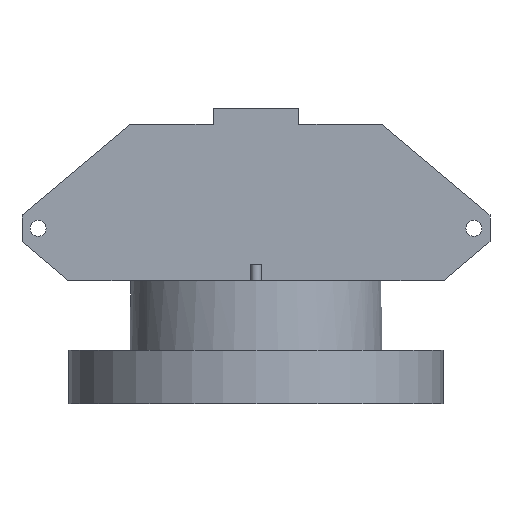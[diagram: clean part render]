
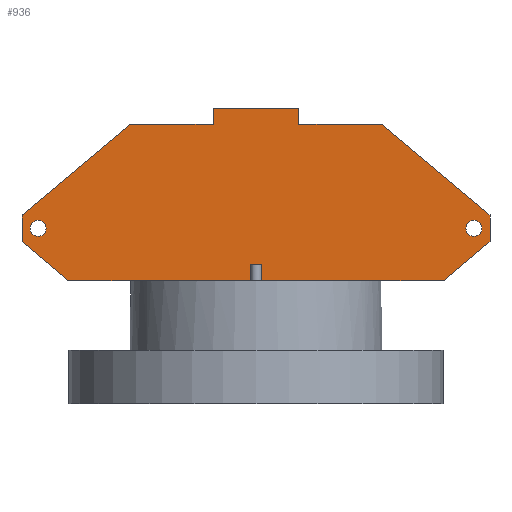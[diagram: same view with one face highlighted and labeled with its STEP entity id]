
A CAD part, left-side view. The second image highlights one B-rep face of the part: STEP entity #936.
In plain terms, the highlighted planar face has unit normal (-1, 0, 0).
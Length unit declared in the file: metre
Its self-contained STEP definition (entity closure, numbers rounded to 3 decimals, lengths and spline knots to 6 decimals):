
#23=LINE('',#1339,#119);
#31=LINE('',#1356,#127);
#32=LINE('',#1358,#128);
#42=LINE('',#1376,#138);
#47=LINE('',#1386,#143);
#51=LINE('',#1399,#147);
#54=LINE('',#1405,#150);
#56=LINE('',#1409,#152);
#57=LINE('',#1411,#153);
#58=LINE('',#1415,#154);
#70=LINE('',#1458,#166);
#73=LINE('',#1464,#169);
#77=LINE('',#1473,#173);
#79=LINE('',#1476,#175);
#82=LINE('',#1482,#178);
#85=LINE('',#1488,#181);
#89=LINE('',#1497,#185);
#90=LINE('',#1499,#186);
#119=VECTOR('',#1081,1.);
#127=VECTOR('',#1091,1.);
#128=VECTOR('',#1094,1.);
#138=VECTOR('',#1112,1.);
#143=VECTOR('',#1119,1.);
#147=VECTOR('',#1131,1.);
#150=VECTOR('',#1136,1.);
#152=VECTOR('',#1140,1.);
#153=VECTOR('',#1143,1.);
#154=VECTOR('',#1146,1.);
#166=VECTOR('',#1190,1.);
#169=VECTOR('',#1195,1.);
#173=VECTOR('',#1201,1.);
#175=VECTOR('',#1205,1.);
#178=VECTOR('',#1210,1.);
#181=VECTOR('',#1215,1.);
#185=VECTOR('',#1223,1.);
#186=VECTOR('',#1226,1.);
#348=ORIENTED_EDGE('',*,*,#512,.T.);
#349=ORIENTED_EDGE('',*,*,#520,.F.);
#350=ORIENTED_EDGE('',*,*,#560,.T.);
#351=ORIENTED_EDGE('',*,*,#555,.T.);
#352=ORIENTED_EDGE('',*,*,#552,.T.);
#353=ORIENTED_EDGE('',*,*,#549,.T.);
#354=ORIENTED_EDGE('',*,*,#501,.F.);
#355=ORIENTED_EDGE('',*,*,#490,.T.);
#356=ORIENTED_EDGE('',*,*,#491,.F.);
#357=ORIENTED_EDGE('',*,*,#482,.F.);
#358=ORIENTED_EDGE('',*,*,#506,.F.);
#359=ORIENTED_EDGE('',*,*,#547,.F.);
#360=ORIENTED_EDGE('',*,*,#543,.F.);
#361=ORIENTED_EDGE('',*,*,#561,.F.);
#362=ORIENTED_EDGE('',*,*,#540,.T.);
#363=ORIENTED_EDGE('',*,*,#518,.F.);
#364=ORIENTED_EDGE('',*,*,#515,.T.);
#365=ORIENTED_EDGE('',*,*,#517,.T.);
#366=ORIENTED_EDGE('',*,*,#535,.T.);
#367=ORIENTED_EDGE('',*,*,#537,.T.);
#482=EDGE_CURVE('',#607,#608,#23,.T.);
#490=EDGE_CURVE('',#611,#615,#31,.T.);
#491=EDGE_CURVE('',#608,#615,#32,.T.);
#501=EDGE_CURVE('',#611,#620,#42,.T.);
#506=EDGE_CURVE('',#623,#607,#47,.T.);
#512=EDGE_CURVE('',#629,#628,#51,.T.);
#515=EDGE_CURVE('',#631,#630,#54,.T.);
#517=EDGE_CURVE('',#630,#629,#56,.T.);
#518=EDGE_CURVE('',#631,#632,#57,.T.);
#520=EDGE_CURVE('',#633,#628,#58,.T.);
#535=EDGE_CURVE('',#644,#644,#695,.T.);
#537=EDGE_CURVE('',#646,#646,#697,.T.);
#540=EDGE_CURVE('',#649,#632,#70,.T.);
#543=EDGE_CURVE('',#651,#652,#73,.T.);
#547=EDGE_CURVE('',#652,#623,#77,.T.);
#549=EDGE_CURVE('',#655,#620,#79,.T.);
#552=EDGE_CURVE('',#657,#655,#82,.T.);
#555=EDGE_CURVE('',#659,#657,#85,.T.);
#560=EDGE_CURVE('',#633,#659,#89,.T.);
#561=EDGE_CURVE('',#649,#651,#90,.T.);
#607=VERTEX_POINT('',#1338);
#608=VERTEX_POINT('',#1340);
#611=VERTEX_POINT('',#1347);
#615=VERTEX_POINT('',#1355);
#620=VERTEX_POINT('',#1377);
#623=VERTEX_POINT('',#1385);
#628=VERTEX_POINT('',#1398);
#629=VERTEX_POINT('',#1400);
#630=VERTEX_POINT('',#1404);
#631=VERTEX_POINT('',#1406);
#632=VERTEX_POINT('',#1412);
#633=VERTEX_POINT('',#1414);
#644=VERTEX_POINT('',#1447);
#646=VERTEX_POINT('',#1452);
#649=VERTEX_POINT('',#1459);
#651=VERTEX_POINT('',#1465);
#652=VERTEX_POINT('',#1466);
#655=VERTEX_POINT('',#1477);
#657=VERTEX_POINT('',#1483);
#659=VERTEX_POINT('',#1489);
#695=CIRCLE('',#1005,0.0015);
#697=CIRCLE('',#1008,0.0015);
#751=EDGE_LOOP('',(#348,#349,#350,#351,#352,#353,#354,#355,#356,#357,#358,
#359,#360,#361,#362,#363,#364,#365));
#752=EDGE_LOOP('',(#366));
#753=EDGE_LOOP('',(#367));
#825=FACE_BOUND('',#751,.T.);
#826=FACE_BOUND('',#752,.T.);
#827=FACE_BOUND('',#753,.T.);
#887=PLANE('',#1020);
#936=ADVANCED_FACE('',(#825,#826,#827),#887,.F.);
#1005=AXIS2_PLACEMENT_3D('',#1446,#1176,#1177);
#1008=AXIS2_PLACEMENT_3D('',#1451,#1182,#1183);
#1020=AXIS2_PLACEMENT_3D('',#1501,#1228,#1229);
#1081=DIRECTION('',(0.,0.,1.));
#1091=DIRECTION('',(0.,0.,1.));
#1094=DIRECTION('',(0.,-1.,0.));
#1112=DIRECTION('',(0.,-1.,0.));
#1119=DIRECTION('',(0.,-1.,0.));
#1131=DIRECTION('',(0.,0.,-1.));
#1136=DIRECTION('',(0.,0.,1.));
#1140=DIRECTION('',(0.,-1.,0.));
#1143=DIRECTION('',(0.,1.,0.));
#1146=DIRECTION('',(0.,1.,0.));
#1176=DIRECTION('',(1.,0.,0.));
#1177=DIRECTION('',(0.,-1.,0.));
#1182=DIRECTION('',(1.,0.,0.));
#1183=DIRECTION('',(0.,1.,0.));
#1190=DIRECTION('',(0.,-1.,0.));
#1195=DIRECTION('',(0.,0.,1.));
#1201=DIRECTION('',(0.,-0.766,0.643));
#1205=DIRECTION('',(0.,0.766,0.643));
#1210=DIRECTION('',(0.,0.,1.));
#1215=DIRECTION('',(0.,-0.766,0.643));
#1223=DIRECTION('',(0.,-1.,0.));
#1226=DIRECTION('',(0.,0.766,0.643));
#1228=DIRECTION('',(1.,0.,0.));
#1229=DIRECTION('',(0.,1.,0.));
#1338=CARTESIAN_POINT('',(-0.013,0.008,0.052305));
#1339=CARTESIAN_POINT('',(-0.013,0.008,0.052305));
#1340=CARTESIAN_POINT('',(-0.013,0.008,0.055305));
#1347=CARTESIAN_POINT('',(-0.013,-0.008,0.052305));
#1355=CARTESIAN_POINT('',(-0.013,-0.008,0.055305));
#1356=CARTESIAN_POINT('',(-0.013,-0.008,0.052305));
#1358=CARTESIAN_POINT('',(-0.013,0.008,0.055305));
#1376=CARTESIAN_POINT('',(-0.013,0.0235,0.052305));
#1377=CARTESIAN_POINT('',(-0.013,-0.0235,0.052305));
#1385=CARTESIAN_POINT('',(-0.013,0.0235,0.052305));
#1386=CARTESIAN_POINT('',(-0.013,0.0235,0.052305));
#1398=CARTESIAN_POINT('',(-0.013,-0.001,0.023));
#1399=CARTESIAN_POINT('',(-0.013,-0.001,0.030326));
#1400=CARTESIAN_POINT('',(-0.013,-0.001,0.026));
#1404=CARTESIAN_POINT('',(-0.013,0.001,0.026));
#1405=CARTESIAN_POINT('',(-0.013,0.001,0.030326));
#1406=CARTESIAN_POINT('',(-0.013,0.001,0.023));
#1409=CARTESIAN_POINT('',(-0.013,0.,0.026));
#1411=CARTESIAN_POINT('',(-0.013,0.,0.023));
#1412=CARTESIAN_POINT('',(-0.013,0.019577,0.023));
#1414=CARTESIAN_POINT('',(-0.013,-0.019577,0.023));
#1415=CARTESIAN_POINT('',(-0.013,0.,0.023));
#1446=CARTESIAN_POINT('',(-0.013,-0.040733,0.032828));
#1447=CARTESIAN_POINT('',(-0.013,-0.042233,0.032828));
#1451=CARTESIAN_POINT('',(-0.013,0.040733,0.032828));
#1452=CARTESIAN_POINT('',(-0.013,0.042233,0.032828));
#1458=CARTESIAN_POINT('',(-0.013,0.,0.023));
#1459=CARTESIAN_POINT('',(-0.013,0.035,0.023));
#1464=CARTESIAN_POINT('',(-0.013,0.043733,0.030328));
#1465=CARTESIAN_POINT('',(-0.013,0.043733,0.030328));
#1466=CARTESIAN_POINT('',(-0.013,0.043733,0.035328));
#1473=CARTESIAN_POINT('',(-0.013,0.043733,0.035328));
#1476=CARTESIAN_POINT('',(-0.013,-0.043733,0.035328));
#1477=CARTESIAN_POINT('',(-0.013,-0.043733,0.035328));
#1482=CARTESIAN_POINT('',(-0.013,-0.043733,0.030328));
#1483=CARTESIAN_POINT('',(-0.013,-0.043733,0.030328));
#1488=CARTESIAN_POINT('',(-0.013,-0.035,0.023));
#1489=CARTESIAN_POINT('',(-0.013,-0.035,0.023));
#1497=CARTESIAN_POINT('',(-0.013,0.,0.023));
#1499=CARTESIAN_POINT('',(-0.013,0.035,0.023));
#1501=CARTESIAN_POINT('',(-0.013,0.,0.037653));
